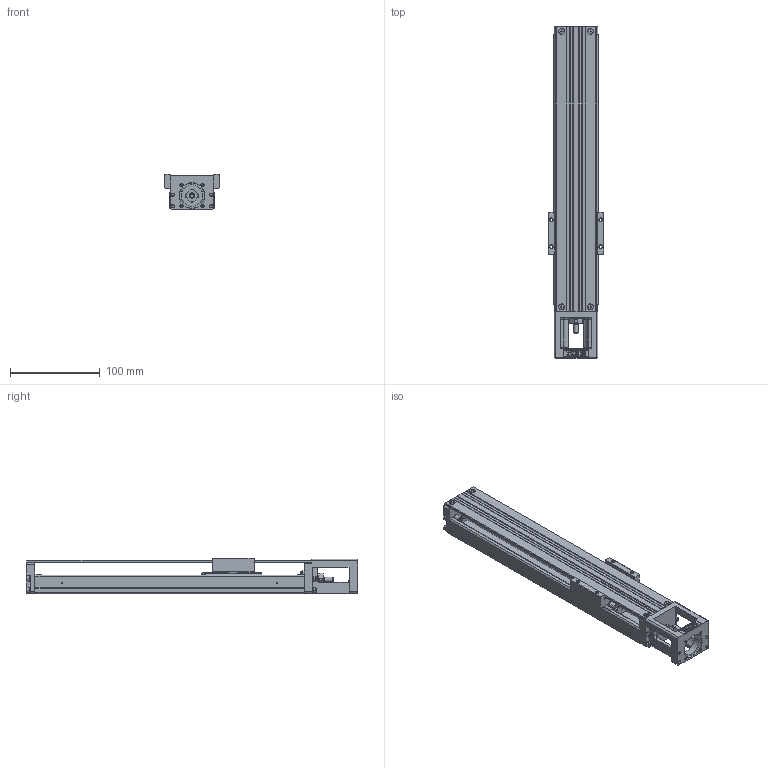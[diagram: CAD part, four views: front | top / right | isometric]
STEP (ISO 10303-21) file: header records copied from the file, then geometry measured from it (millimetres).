
FILE_DESCRIPTION(/* description */ (''),/* implementation_level */ '2;1');
FILE_NAME(/* name */ 'KM26A+300N0_1020_stp.stp',/* time_stamp */ '2010-02-05T17:02:15+08:00',/* author */ (''),/* organization */ (''),/* preprocessor_version */ 'ST-DEVELOPER v11',/* originating_system */ 'UGS - NX 5.0',/* authorisation */ '');
FILE_SCHEMA (('CONFIG_CONTROL_DESIGN'));
Length unit declared in the file: millimetre
Products named in the file (1): shin229Dd0gx
Bounding box: 62 x 370 x 40 mm (x, y, z)
Volume: 311269.6 mm3; surface area: 134308.1 mm2
Topology: 3 solids, 11 shells, 1272 faces, 3359 edges, 2198 vertices
Faces by surface type: plane 852, cylinder 258, cone 98, extrusion 26, torus 20, bspline 9, sphere 9
Full cylindrical faces by diameter (mm): 1.6 x4, 2.5 x13, 3 x3, 3.3 x8, 3.5 x12, 4 x5, 4.5 x8, 4.7 x4, 5 x2, 5.3 x8, 6 x13, 7 x4, 8 x13, 9 x3, 10 x2, 11 x2, 24 x1, 28 x1
Entity records: 39067 total; most frequent: CARTESIAN_POINT 8241, ORIENTED_EDGE 6232, DIRECTION 6122, EDGE_CURVE 3116, VECTOR 2308, LINE 2282, VERTEX_POINT 2127, AXIS2_PLACEMENT_3D 1907
